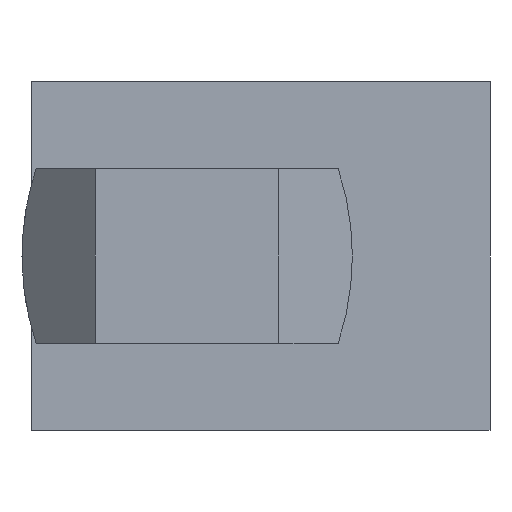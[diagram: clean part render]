
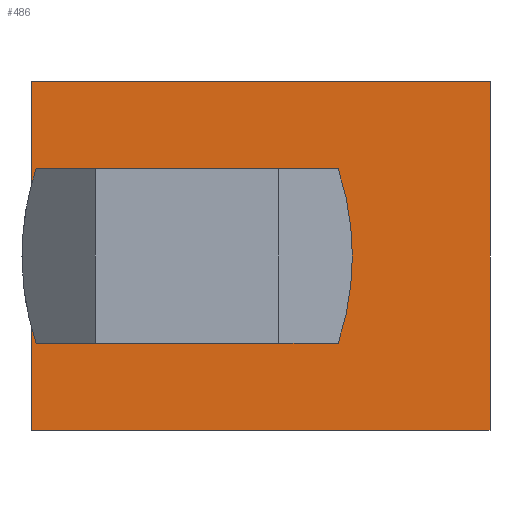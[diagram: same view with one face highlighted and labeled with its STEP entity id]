
A CAD part, left-side view. The second image highlights one B-rep face of the part: STEP entity #486.
In plain terms, the highlighted planar face has unit normal (-1, 0, 0).
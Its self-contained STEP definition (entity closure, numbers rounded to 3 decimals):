
#11 = DIRECTION ( 'NONE',  ( 0., 1., 0. ) ) ;
#16 = DIRECTION ( 'NONE',  ( -1., 0., 0. ) ) ;
#25 = CARTESIAN_POINT ( 'NONE',  ( 0., -8.5, 9.75 ) ) ;
#28 = ORIENTED_EDGE ( 'NONE', *, *, #258, .F. ) ;
#58 = CARTESIAN_POINT ( 'NONE',  ( 0., 0., 14.25 ) ) ;
#81 = EDGE_CURVE ( 'NONE', #705, #1472, #146, .T. ) ;
#106 = VERTEX_POINT ( 'NONE', #1213 ) ;
#111 = EDGE_CURVE ( 'NONE', #756, #284, #301, .T. ) ;
#119 = LINE ( 'NONE', #1624, #1464 ) ;
#121 = CARTESIAN_POINT ( 'NONE',  ( 0., 0., 4.75 ) ) ;
#146 = LINE ( 'NONE', #859, #507 ) ;
#173 = LINE ( 'NONE', #625, #556 ) ;
#230 = VECTOR ( 'NONE', #1578, 1000. ) ;
#239 = CIRCLE ( 'NONE', #1131, 5. ) ;
#244 = DIRECTION ( 'NONE',  ( 0., 1., 0. ) ) ;
#250 = DIRECTION ( 'NONE',  ( 1., 0., 0. ) ) ;
#256 = CARTESIAN_POINT ( 'NONE',  ( 0., 0., 19. ) ) ;
#258 = EDGE_CURVE ( 'NONE', #324, #643, #1618, .T. ) ;
#263 = VERTEX_POINT ( 'NONE', #358 ) ;
#284 = VERTEX_POINT ( 'NONE', #492 ) ;
#301 = LINE ( 'NONE', #1356, #1504 ) ;
#305 = ORIENTED_EDGE ( 'NONE', *, *, #1229, .F. ) ;
#307 = ORIENTED_EDGE ( 'NONE', *, *, #322, .F. ) ;
#322 = EDGE_CURVE ( 'NONE', #106, #1041, #583, .T. ) ;
#324 = VERTEX_POINT ( 'NONE', #994 ) ;
#336 = CARTESIAN_POINT ( 'NONE',  ( 0., -3.5, 9.75 ) ) ;
#358 = CARTESIAN_POINT ( 'NONE',  ( 0., -3.5, 14.25 ) ) ;
#372 = PLANE ( 'NONE',  #1220 ) ;
#428 = EDGE_CURVE ( 'NONE', #263, #881, #892, .T. ) ;
#486 = ADVANCED_FACE ( 'NONE', ( #599, #1082 ), #372, .F. ) ;
#492 = CARTESIAN_POINT ( 'NONE',  ( 0., -25., 19. ) ) ;
#507 = VECTOR ( 'NONE', #1380, 1000. ) ;
#520 = EDGE_CURVE ( 'NONE', #881, #106, #239, .T. ) ;
#556 = VECTOR ( 'NONE', #1517, 1000. ) ;
#561 = EDGE_CURVE ( 'NONE', #756, #1472, #119, .T. ) ;
#576 = VECTOR ( 'NONE', #1127, 1000. ) ;
#583 = LINE ( 'NONE', #121, #911 ) ;
#599 = FACE_BOUND ( 'NONE', #1232, .T. ) ;
#612 = CARTESIAN_POINT ( 'NONE',  ( 0., -8.5, 9.25 ) ) ;
#625 = CARTESIAN_POINT ( 'NONE',  ( 0., -13.5, 19. ) ) ;
#640 = DIRECTION ( 'NONE',  ( 0., 1., 0. ) ) ;
#642 = EDGE_CURVE ( 'NONE', #1041, #324, #173, .T. ) ;
#643 = VERTEX_POINT ( 'NONE', #1595 ) ;
#680 = ORIENTED_EDGE ( 'NONE', *, *, #81, .T. ) ;
#705 = VERTEX_POINT ( 'NONE', #1373 ) ;
#724 = AXIS2_PLACEMENT_3D ( 'NONE', #612, #1493, #740 ) ;
#740 = DIRECTION ( 'NONE',  ( 0., 1., 0. ) ) ;
#756 = VERTEX_POINT ( 'NONE', #985 ) ;
#769 = LINE ( 'NONE', #58, #1099 ) ;
#780 = ORIENTED_EDGE ( 'NONE', *, *, #520, .F. ) ;
#815 = DIRECTION ( 'NONE',  ( 0., 1., 0. ) ) ;
#859 = CARTESIAN_POINT ( 'NONE',  ( 0., 0., 19. ) ) ;
#881 = VERTEX_POINT ( 'NONE', #336 ) ;
#892 = LINE ( 'NONE', #1144, #576 ) ;
#911 = VECTOR ( 'NONE', #1625, 1000. ) ;
#954 = ORIENTED_EDGE ( 'NONE', *, *, #111, .T. ) ;
#985 = CARTESIAN_POINT ( 'NONE',  ( 0., -25., 0. ) ) ;
#987 = CARTESIAN_POINT ( 'NONE',  ( 0., 0., 0. ) ) ;
#994 = CARTESIAN_POINT ( 'NONE',  ( 0., -13.5, 9.25 ) ) ;
#1009 = ORIENTED_EDGE ( 'NONE', *, *, #1065, .F. ) ;
#1041 = VERTEX_POINT ( 'NONE', #1173 ) ;
#1065 = EDGE_CURVE ( 'NONE', #643, #263, #769, .T. ) ;
#1082 = FACE_OUTER_BOUND ( 'NONE', #1477, .T. ) ;
#1099 = VECTOR ( 'NONE', #815, 1000. ) ;
#1127 = DIRECTION ( 'NONE',  ( 0., 0., -1. ) ) ;
#1131 = AXIS2_PLACEMENT_3D ( 'NONE', #25, #16, #11 ) ;
#1144 = CARTESIAN_POINT ( 'NONE',  ( 0., -3.5, 19. ) ) ;
#1173 = CARTESIAN_POINT ( 'NONE',  ( 0., -13.5, 4.75 ) ) ;
#1210 = ORIENTED_EDGE ( 'NONE', *, *, #561, .F. ) ;
#1213 = CARTESIAN_POINT ( 'NONE',  ( 0., -8.5, 4.75 ) ) ;
#1220 = AXIS2_PLACEMENT_3D ( 'NONE', #256, #250, #244 ) ;
#1229 = EDGE_CURVE ( 'NONE', #705, #284, #1533, .T. ) ;
#1232 = EDGE_LOOP ( 'NONE', ( #1486, #1009, #28, #1327, #307, #780 ) ) ;
#1324 = CARTESIAN_POINT ( 'NONE',  ( 0., -21., 19. ) ) ;
#1327 = ORIENTED_EDGE ( 'NONE', *, *, #642, .F. ) ;
#1356 = CARTESIAN_POINT ( 'NONE',  ( 0., -25., 19. ) ) ;
#1373 = CARTESIAN_POINT ( 'NONE',  ( 0., 0., 19. ) ) ;
#1380 = DIRECTION ( 'NONE',  ( 0., 0., -1. ) ) ;
#1464 = VECTOR ( 'NONE', #640, 1000. ) ;
#1472 = VERTEX_POINT ( 'NONE', #987 ) ;
#1477 = EDGE_LOOP ( 'NONE', ( #1210, #954, #305, #680 ) ) ;
#1486 = ORIENTED_EDGE ( 'NONE', *, *, #428, .F. ) ;
#1493 = DIRECTION ( 'NONE',  ( -1., 0., 0. ) ) ;
#1504 = VECTOR ( 'NONE', #1610, 1000. ) ;
#1517 = DIRECTION ( 'NONE',  ( 0., 0., 1. ) ) ;
#1533 = LINE ( 'NONE', #1324, #230 ) ;
#1578 = DIRECTION ( 'NONE',  ( 0., -1., 0. ) ) ;
#1595 = CARTESIAN_POINT ( 'NONE',  ( 0., -8.5, 14.25 ) ) ;
#1610 = DIRECTION ( 'NONE',  ( 0., 0., 1. ) ) ;
#1618 = CIRCLE ( 'NONE', #724, 5. ) ;
#1624 = CARTESIAN_POINT ( 'NONE',  ( 0., 0., 0. ) ) ;
#1625 = DIRECTION ( 'NONE',  ( 0., -1., 0. ) ) ;
